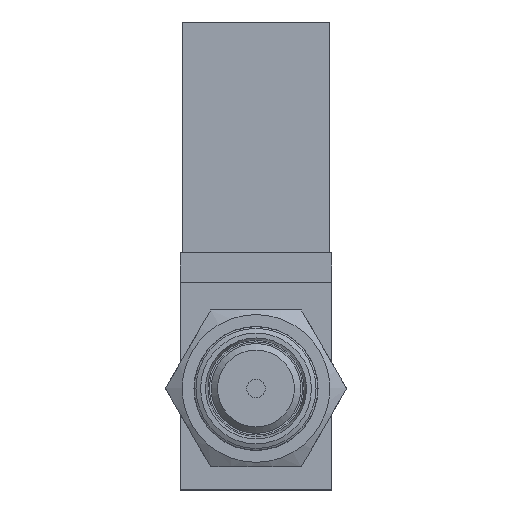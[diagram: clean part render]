
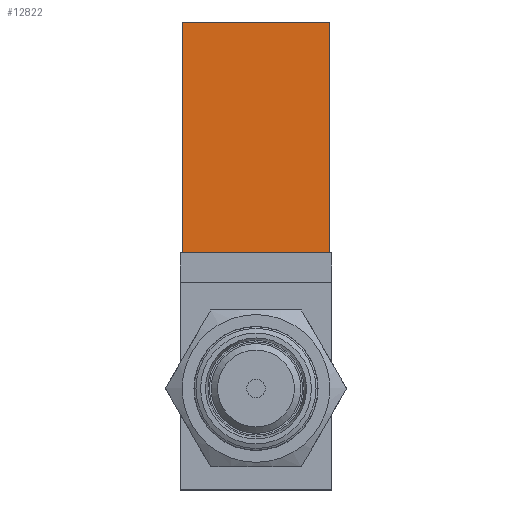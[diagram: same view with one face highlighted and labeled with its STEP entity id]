
A CAD part, front view. The second image highlights one B-rep face of the part: STEP entity #12822.
In plain terms, the highlighted planar face has unit normal (0, -1, 0).
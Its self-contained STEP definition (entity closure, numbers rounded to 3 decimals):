
#12767=CARTESIAN_POINT('',(8.,22.431,14.7));
#12768=VERTEX_POINT('',#12767);
#12775=CARTESIAN_POINT('',(-8.,22.431,14.7));
#12776=VERTEX_POINT('',#12775);
#12777=CARTESIAN_POINT('',(8.,22.431,14.7));
#12778=DIRECTION('',(-1.0,0.0,0.0));
#12779=VECTOR('',#12778,16.);
#12780=LINE('',#12777,#12779);
#12781=EDGE_CURVE('',#12768,#12776,#12780,.T.);
#12792=CARTESIAN_POINT('',(0.,22.431,27.2));
#12793=DIRECTION('',(0.0,-1.0,0.0));
#12794=DIRECTION('',(0.0,0.0,1.0));
#12795=AXIS2_PLACEMENT_3D('',#12792,#12793,#12794);
#12796=PLANE('',#12795);
#12797=CARTESIAN_POINT('',(8.,22.431,39.7));
#12798=VERTEX_POINT('',#12797);
#12799=CARTESIAN_POINT('',(8.,22.431,39.7));
#12800=DIRECTION('',(0.0,0.0,-1.0));
#12801=VECTOR('',#12800,25.0);
#12802=LINE('',#12799,#12801);
#12803=EDGE_CURVE('',#12798,#12768,#12802,.T.);
#12804=ORIENTED_EDGE('',*,*,#12803,.F.);
#12805=CARTESIAN_POINT('',(-8.,22.431,39.7));
#12806=VERTEX_POINT('',#12805);
#12807=CARTESIAN_POINT('',(-8.,22.431,39.7));
#12808=DIRECTION('',(1.0,0.0,0.0));
#12809=VECTOR('',#12808,16.0);
#12810=LINE('',#12807,#12809);
#12811=EDGE_CURVE('',#12806,#12798,#12810,.T.);
#12812=ORIENTED_EDGE('',*,*,#12811,.F.);
#12813=CARTESIAN_POINT('',(-8.,22.431,14.7));
#12814=DIRECTION('',(0.0,0.0,1.0));
#12815=VECTOR('',#12814,25.0);
#12816=LINE('',#12813,#12815);
#12817=EDGE_CURVE('',#12776,#12806,#12816,.T.);
#12818=ORIENTED_EDGE('',*,*,#12817,.F.);
#12819=ORIENTED_EDGE('',*,*,#12781,.F.);
#12820=EDGE_LOOP('',(#12804,#12812,#12818,#12819));
#12821=FACE_OUTER_BOUND('',#12820,.T.);
#12822=ADVANCED_FACE('',(#12821),#12796,.T.);
